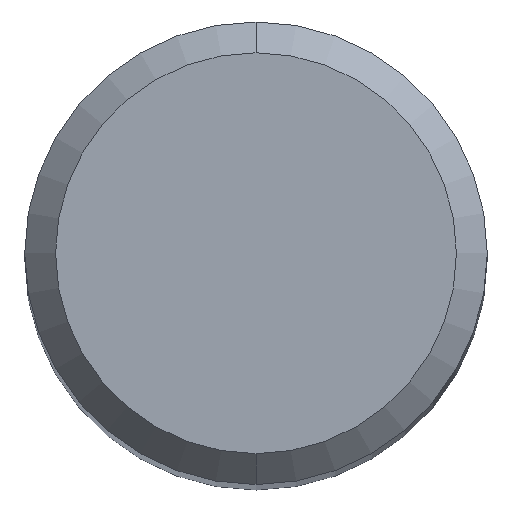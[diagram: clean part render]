
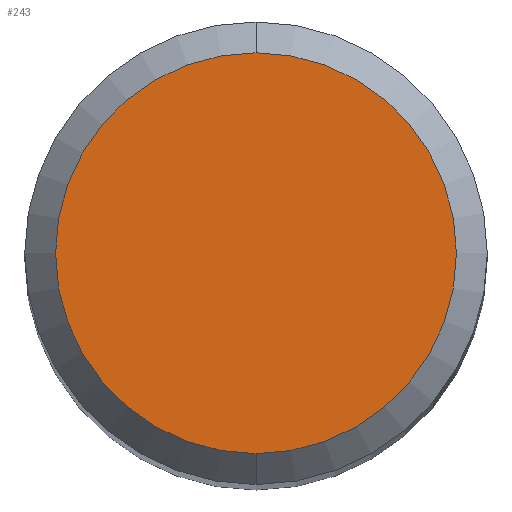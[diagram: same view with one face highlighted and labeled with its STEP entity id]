
A CAD part, top view. The second image highlights one B-rep face of the part: STEP entity #243.
In plain terms, the highlighted planar face has unit normal (0, 0, 1).
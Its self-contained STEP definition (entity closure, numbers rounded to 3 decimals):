
#205=VERTEX_POINT('',#501);
#243=ADVANCED_FACE('',(#545),#546,.T.);
#303=VERTEX_POINT('',#614);
#391=EDGE_CURVE('',#303,#205,#706,.T.);
#401=EDGE_CURVE('',#205,#303,#716,.T.);
#501=CARTESIAN_POINT('',(0.,-2.6,39.961));
#545=FACE_OUTER_BOUND('',#996,.T.);
#546=PLANE('',#997);
#614=CARTESIAN_POINT('',(0.0,2.6,39.961));
#706=CIRCLE('',#1313,2.6);
#716=CIRCLE('',#1329,2.6);
#996=EDGE_LOOP('',(#1513,#1514));
#997=AXIS2_PLACEMENT_3D('',#1515,#1516,#1517);
#1313=AXIS2_PLACEMENT_3D('',#1674,#1675,#1676);
#1329=AXIS2_PLACEMENT_3D('',#1682,#1683,#1684);
#1513=ORIENTED_EDGE('',*,*,#391,.F.);
#1514=ORIENTED_EDGE('',*,*,#401,.F.);
#1515=CARTESIAN_POINT('',(0.0,1.3,39.961));
#1516=DIRECTION('',(-0.0,0.0,1.0));
#1517=DIRECTION('',(0.0,-1.0,0.0));
#1674=CARTESIAN_POINT('',(0.0,0.0,39.961));
#1675=DIRECTION('',(0.0,0.0,-1.0));
#1676=DIRECTION('',(0.0,1.0,0.0));
#1682=CARTESIAN_POINT('',(0.0,0.0,39.961));
#1683=DIRECTION('',(0.0,0.0,-1.0));
#1684=DIRECTION('',(0.0,1.0,0.0));
